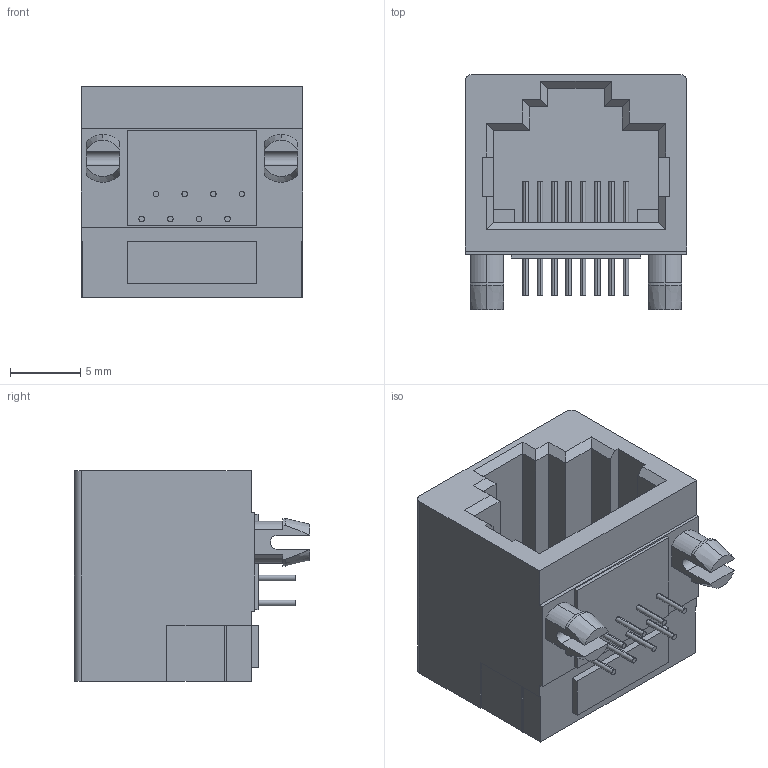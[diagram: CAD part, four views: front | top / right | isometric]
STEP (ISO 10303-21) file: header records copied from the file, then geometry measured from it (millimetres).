
FILE_DESCRIPTION (( 'STEP AP214' ), '1' );
FILE_NAME ('E5J88-00LJG2-L.STEP', '2021-11-10T12:01:41', ( '' ), ( '' ), 'SwSTEP 2.0', 'SolidWorks 2018', '' );
FILE_SCHEMA (( 'AUTOMOTIVE_DESIGN' ));
Length unit declared in the file: millimetre
Products named in the file (2): E5J88-00LJG2-L
Bounding box: 15.8 x 16.77 x 15 mm (x, y, z)
Volume: 1726.6 mm3; surface area: 2033.1 mm2
Topology: 3 solids, 3 shells, 165 faces, 392 edges, 254 vertices
Faces by surface type: plane 111, cylinder 48, cone 6
Entity records: 6654 total; most frequent: CARTESIAN_POINT 869, DIRECTION 820, ORIENTED_EDGE 784, EDGE_CURVE 392, LINE 282, VECTOR 282, AXIS2_PLACEMENT_3D 269, VERTEX_POINT 254
